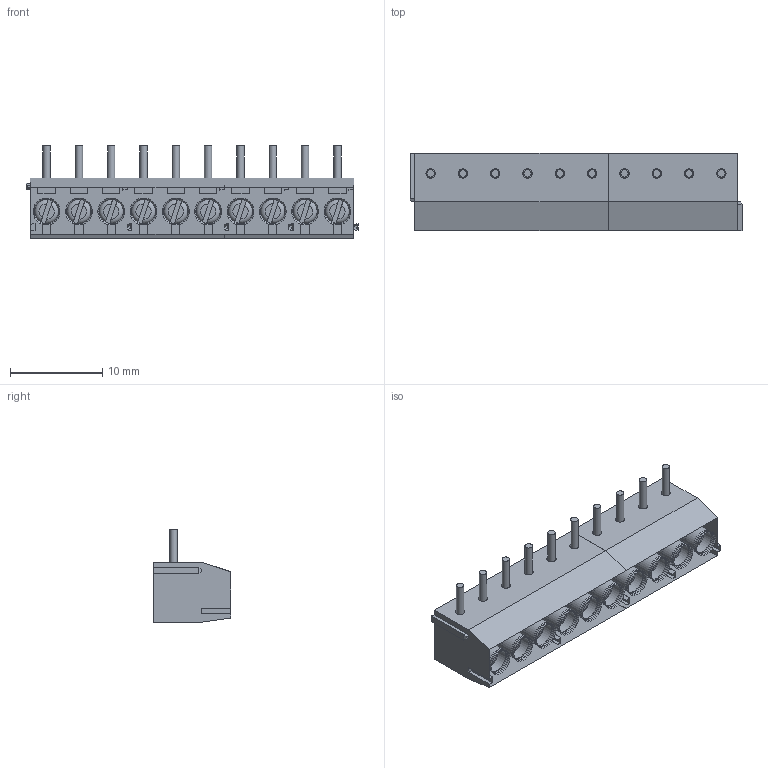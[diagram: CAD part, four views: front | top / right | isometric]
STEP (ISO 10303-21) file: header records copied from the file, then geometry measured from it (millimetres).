
FILE_DESCRIPTION( ('This file contains a STEP AP42 implementation' ,'as created by ZW3D STEP Interface translator.') ,'2;1' );
FILE_NAME( 'AH350-084R10USN1N.stp' ,'231123.11 6 4', (''), ('ZWCAD Software Co.'), 'Version 1.0', 'ZW3D to STEP translator', '' );
FILE_SCHEMA(('AUTOMOTIVE_DESIGN { 1 0 10303 214 1 1 1 1 }'));
Length unit declared in the file: millimetre
Products named in the file (2): 0; AH350-084R10USN1N
Bounding box: 35.96 x 8.4 x 10.01 mm (x, y, z)
Volume: 1671 mm3; surface area: 2143.7 mm2
Topology: 1 solids, 1 shells, 742 faces, 1786 edges, 1120 vertices
Faces by surface type: plane 492, cylinder 160, cone 50, torus 40
Full cylindrical faces by diameter (mm): 0.8 x10, 1 x10, 2 x10, 2.6 x10, 2.65 x10, 2.7 x20
Entity records: 22275 total; most frequent: CARTESIAN_POINT 3976, DIRECTION 3662, ORIENTED_EDGE 3576, EDGE_CURVE 1786, VECTOR 1256, LINE 1256, AXIS2_PLACEMENT_3D 1203, VERTEX_POINT 1120
